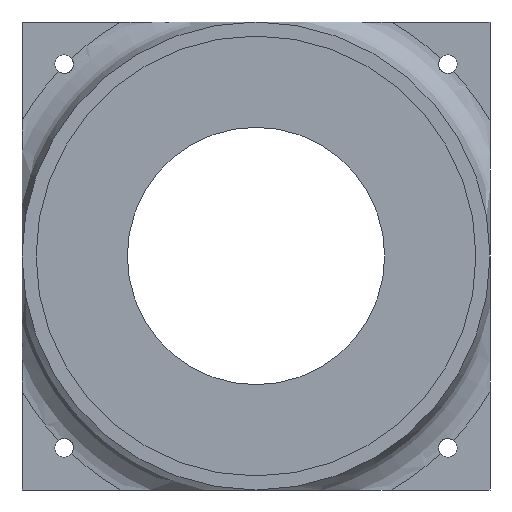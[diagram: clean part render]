
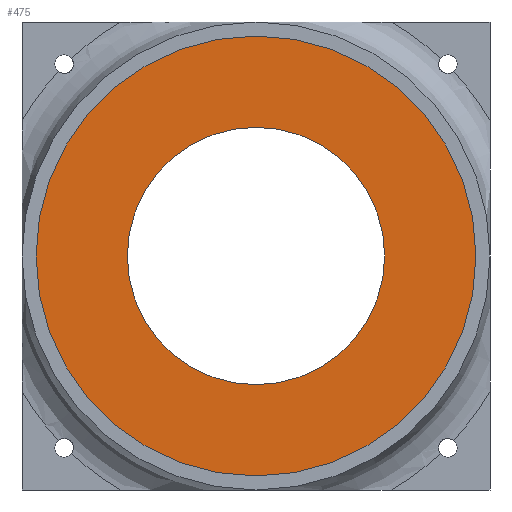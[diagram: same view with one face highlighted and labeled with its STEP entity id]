
A CAD part, front view. The second image highlights one B-rep face of the part: STEP entity #475.
In plain terms, the highlighted planar face has unit normal (0, -1, 0).
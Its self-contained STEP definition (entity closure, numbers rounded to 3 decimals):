
#78=PLANE('',#525);
#93=FACE_BOUND('',#159,.T.);
#125=FACE_OUTER_BOUND('',#158,.T.);
#158=EDGE_LOOP('',(#400));
#159=EDGE_LOOP('',(#401));
#199=CIRCLE('',#526,47.);
#200=CIRCLE('',#527,27.5);
#254=VERTEX_POINT('',#932);
#255=VERTEX_POINT('',#934);
#313=EDGE_CURVE('',#254,#254,#199,.T.);
#314=EDGE_CURVE('',#255,#255,#200,.T.);
#400=ORIENTED_EDGE('',*,*,#313,.T.);
#401=ORIENTED_EDGE('',*,*,#314,.T.);
#475=ADVANCED_FACE('',(#125,#93),#78,.F.);
#525=AXIS2_PLACEMENT_3D('',#931,#636,#637);
#526=AXIS2_PLACEMENT_3D('',#933,#638,#639);
#527=AXIS2_PLACEMENT_3D('',#935,#640,#641);
#636=DIRECTION('center_axis',(0.,1.,0.));
#637=DIRECTION('ref_axis',(0.,0.,1.));
#638=DIRECTION('center_axis',(0.,-1.,0.));
#639=DIRECTION('ref_axis',(1.,0.,0.));
#640=DIRECTION('center_axis',(0.,1.,0.));
#641=DIRECTION('ref_axis',(-1.,0.,0.));
#931=CARTESIAN_POINT('Origin',(0.,10.,0.));
#932=CARTESIAN_POINT('',(-47.,10.,0.));
#933=CARTESIAN_POINT('Origin',(0.,10.,0.));
#934=CARTESIAN_POINT('',(27.5,10.,0.));
#935=CARTESIAN_POINT('Origin',(0.,10.,0.));
